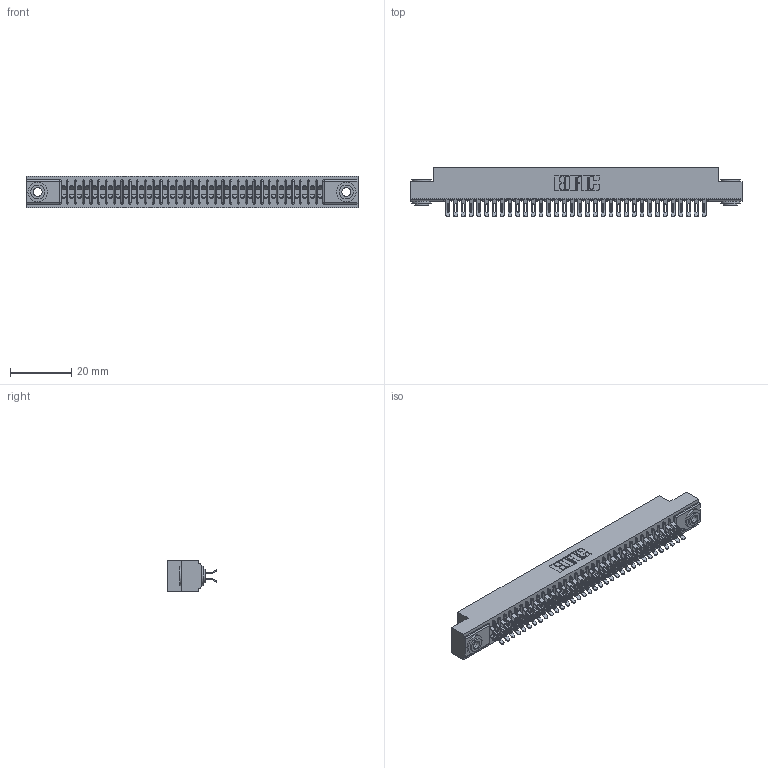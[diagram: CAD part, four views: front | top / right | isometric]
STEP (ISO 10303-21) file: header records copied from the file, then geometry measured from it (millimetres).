
FILE_DESCRIPTION (( 'STEP AP203' ), '1' );
FILE_NAME ('391-068-555-203.STEP', '2018-08-09T13:50:30', ( '' ), ( '' ), 'SwSTEP 2.0', 'SolidWorks 2016', '' );
FILE_SCHEMA (( 'CONFIG_CONTROL_DESIGN' ));
Length unit declared in the file: inch
Products named in the file (4): 341 Part_.156 (3.96) Dia Mounting Holes; 341-292-001_341-292-155; 345-250-002_345-250-002-102; 391-068-555-203
Assembly tree (71 placements, depth 2):
  391-068-555-203
    341 Part_.156 (3.96) Dia Mounting Holes
    341-292-001_341-292-155  x68
    345-250-002_345-250-002-102  x2
Bounding box: 108.58 x 16.31 x 10.16 mm (x, y, z)
Volume: 8099.1 mm3; surface area: 14923.6 mm2
Topology: 71 solids, 71 shells, 5472 faces, 16306 edges, 10614 vertices
Faces by surface type: plane 2948, cylinder 2380, sphere 70, torus 66, cone 8
Entity records: 43748 total; most frequent: CARTESIAN_POINT 7269, ORIENTED_EDGE 7204, DIRECTION 7066, EDGE_CURVE 3602, LINE 2876, VECTOR 2876, VERTEX_POINT 2282, AXIS2_PLACEMENT_3D 2095
